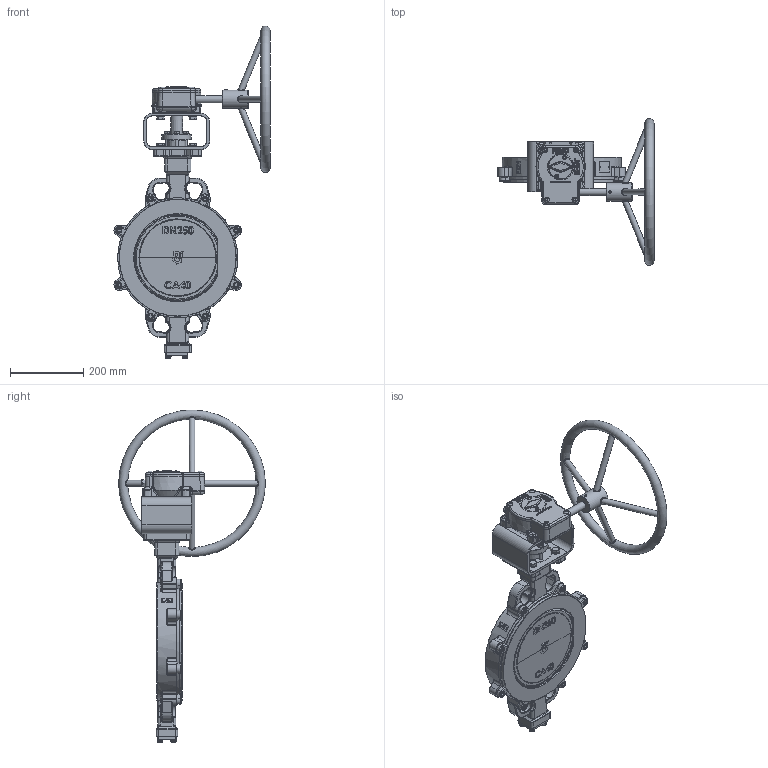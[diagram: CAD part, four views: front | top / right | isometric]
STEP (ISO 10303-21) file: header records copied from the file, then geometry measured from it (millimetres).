
FILE_DESCRIPTION(('HOOPS Exchange Step'),'2;1');
FILE_NAME('AK11_DN250_PN10-40-ANSI150-300_Getriebe.stp','2024-11-22T13:07:55+01:00',('nieru'),('Unknown organisation'),'HOOPS Exchange 2024.2','HOOPS Exchange','Unknown authorisation');
FILE_SCHEMA( ('AP203_CONFIGURATION_CONTROLLED_3D_DESIGN_OF_MECHANICAL_PARTS_AND_ASSEMBLIES_MIM_LF') );
Length unit declared in the file: millimetre
Products named in the file (12): 0; root
Assembly tree (11 placements, depth 4):
  root
    0
    0
      0
        0
        0
      0
        0
        0
        0
      0
        0
Bounding box: 426.09 x 400 x 906.4 mm (x, y, z)
Volume: 6413056.9 mm3; surface area: 1115352.9 mm2
Topology: 91 solids, 705 shells, 3592 faces, 9947 edges, 7143 vertices
Faces by surface type: plane 1045, bspline 959, cylinder 955, torus 350, cone 237, sphere 44, extrusion 2
Full cylindrical faces by diameter (mm): 2.2 x2, 4.2 x3, 6 x2, 6.8 x3, 8 x15, 10 x8, 12 x10, 13 x20, 14 x12, 14.8 x4, 16 x7, 18 x8, 20 x3, 21.1 x8, 21.533 x1, 28 x2, 30 x1, 31.979 x4, 32.979 x2, 40 x1, 50 x1, 67 x1, 72 x1, 80 x1, 102 x1, 239.572 x1, 243.762 x2, 258.5 x1, 320 x1, 328 x1
Entity records: 327434 total; most frequent: CARTESIAN_POINT 240634, ORIENTED_EDGE 16797, DIRECTION 15457, EDGE_CURVE 9847, VERTEX_POINT 7143, AXIS2_PLACEMENT_3D 6007, EDGE_LOOP 3789, FACE_BOUND 3789
